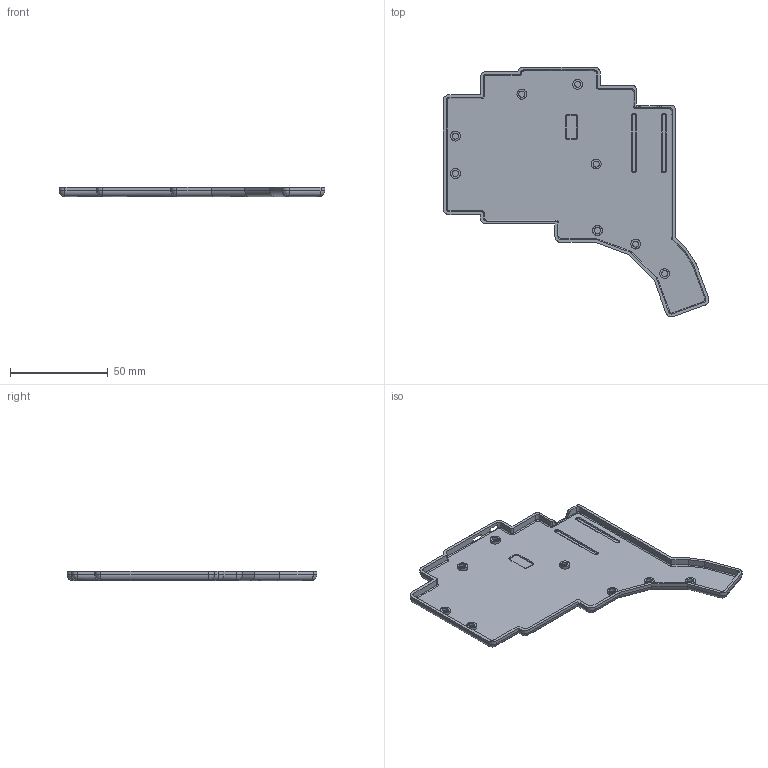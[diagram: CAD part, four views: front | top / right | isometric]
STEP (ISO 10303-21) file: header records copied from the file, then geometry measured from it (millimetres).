
FILE_DESCRIPTION(/* description */ (''),/* implementation_level */ '2;1');
FILE_NAME(/* name */ 'production_bottomShell v1.step',/* time_stamp */ '2022-12-05T03:11:57-06:00',/* author */ (''),/* organization */ (''),/* preprocessor_version */ 'ST-DEVELOPER v19.2',/* originating_system */ 'Autodesk Translation Framework v11.17.0.187',/* authorisation */ '');
FILE_SCHEMA (('AUTOMOTIVE_DESIGN { 1 0 10303 214 3 1 1 }'));
Length unit declared in the file: millimetre
Products named in the file (1): production_bottomShell
Bounding box: 135.85 x 127.72 x 4.7 mm (x, y, z)
Volume: 11691.7 mm3; surface area: 23767.7 mm2
Topology: 1 solids, 1 shells, 290 faces, 688 edges, 416 vertices
Faces by surface type: cylinder 130, plane 86, torus 50, bspline 24
Full cylindrical faces by diameter (mm): 3.1 x8, 5 x8
Entity records: 9272 total; most frequent: CARTESIAN_POINT 2504, DIRECTION 1478, ORIENTED_EDGE 1366, EDGE_CURVE 683, AXIS2_PLACEMENT_3D 578, VERTEX_POINT 416, LINE 322, VECTOR 322
